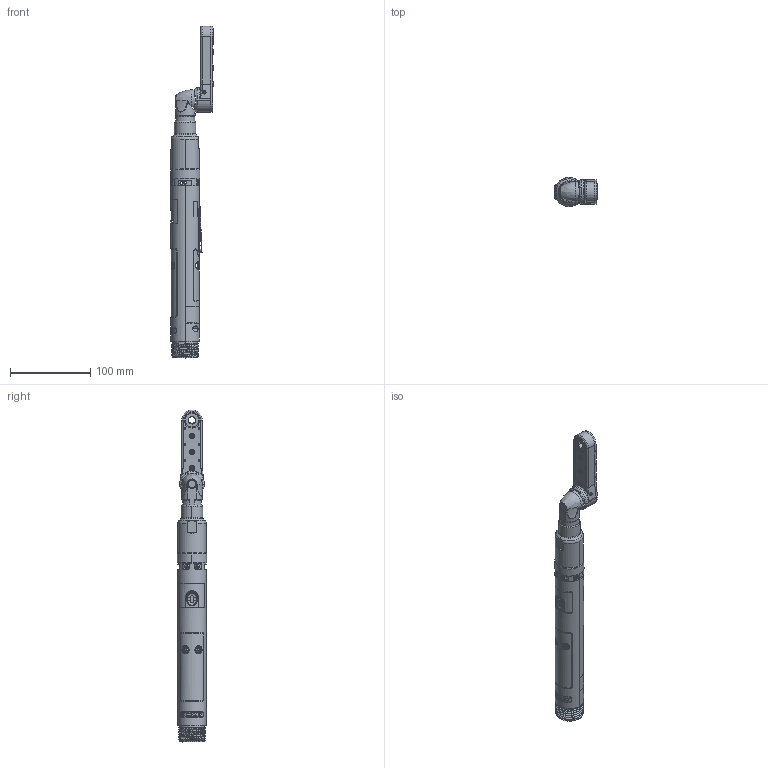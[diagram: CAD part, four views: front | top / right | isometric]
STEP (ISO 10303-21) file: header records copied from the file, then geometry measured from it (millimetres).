
FILE_DESCRIPTION((''),'2;1');
FILE_NAME('EB12LC106-13','2012-02-17T',('MAM0508'),(''),'PRO/ENGINEER BY PARAMETRIC TECHNOLOGY CORPORATION, 2010430','PRO/ENGINEER BY PARAMETRIC TECHNOLOGY CORPORATION, 2010430','');
FILE_SCHEMA(('CONFIG_CONTROL_DESIGN'));
Length unit declared in the file: inch
Products named in the file (1): EB12LC106-13
Bounding box: 53.45 x 36.39 x 414.86 mm (x, y, z)
Surface area: 65913.2 mm2 (no closed solid volume)
Topology: 0 solids, 169 shells, 544 faces, 2815 edges, 2398 vertices
Faces by surface type: cylinder 177, plane 160, bspline 100, cone 55, torus 40, extrusion 11, sphere 1
Entity records: 40312 total; most frequent: CARTESIAN_POINT 21284, ORIENTED_EDGE 3387, DIRECTION 3178, EDGE_CURVE 2811, VERTEX_POINT 2398, B_SPLINE_CURVE_WITH_KNOTS 1193, AXIS2_PLACEMENT_3D 1105, VECTOR 968
